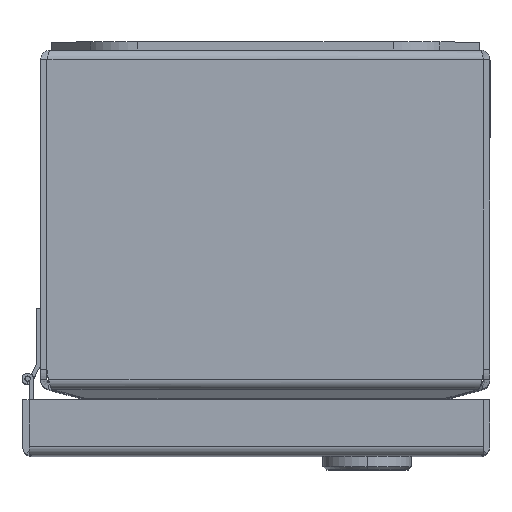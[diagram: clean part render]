
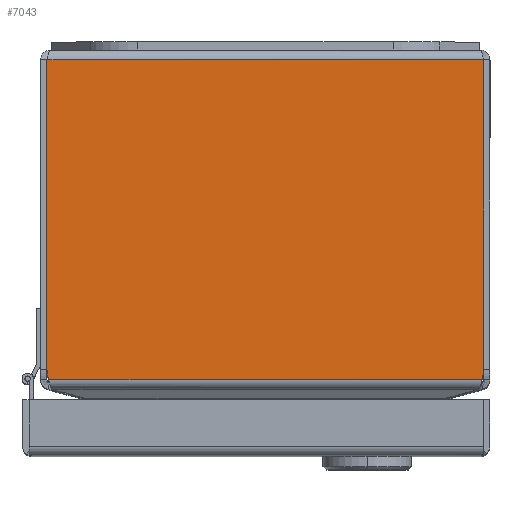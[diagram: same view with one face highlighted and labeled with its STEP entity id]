
A CAD part, top view. The second image highlights one B-rep face of the part: STEP entity #7043.
In plain terms, the highlighted planar face has unit normal (0, 0, 1).
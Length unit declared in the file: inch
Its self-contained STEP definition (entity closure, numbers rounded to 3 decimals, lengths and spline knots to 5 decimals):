
#907 = LINE ( 'NONE', #6728, #2471 ) ;
#978 = CARTESIAN_POINT ( 'NONE',  ( 1.66189, -2.83953, 2. ) ) ;
#1038 = EDGE_CURVE ( 'NONE', #4069, #13816, #4357, .T. ) ;
#1048 = DIRECTION ( 'NONE',  ( 0., 0., -1. ) ) ;
#1183 = ORIENTED_EDGE ( 'NONE', *, *, #15253, .F. ) ;
#1786 = CARTESIAN_POINT ( 'NONE',  ( -1.92653, -2.93401, 2. ) ) ;
#1879 = EDGE_CURVE ( 'NONE', #7592, #11719, #3688, .T. ) ;
#2198 = DIRECTION ( 'NONE',  ( 0., -1., 0. ) ) ;
#2205 = AXIS2_PLACEMENT_3D ( 'NONE', #9587, #2441, #14237 ) ;
#2441 = DIRECTION ( 'NONE',  ( 0., 0., -1. ) ) ;
#2471 = VECTOR ( 'NONE', #5643, 39.37008 ) ;
#2703 = DIRECTION ( 'NONE',  ( 0., 1., 0. ) ) ;
#2876 = VECTOR ( 'NONE', #12733, 39.37008 ) ;
#3537 = VERTEX_POINT ( 'NONE', #13947 ) ;
#3688 = CIRCLE ( 'NONE', #2205, 0.281 ) ;
#3875 = VERTEX_POINT ( 'NONE', #9061 ) ;
#4069 = VERTEX_POINT ( 'NONE', #6806 ) ;
#4123 = ORIENTED_EDGE ( 'NONE', *, *, #1879, .F. ) ;
#4357 = LINE ( 'NONE', #9173, #2876 ) ;
#5607 = LINE ( 'NONE', #8097, #5953 ) ;
#5620 = LINE ( 'NONE', #8187, #10743 ) ;
#5643 = DIRECTION ( 'NONE',  ( -1., 0., 0. ) ) ;
#5953 = VECTOR ( 'NONE', #12813, 39.37008 ) ;
#5988 = EDGE_LOOP ( 'NONE', ( #6680, #1183, #14708, #6932, #4123, #8960 ) ) ;
#6030 = CARTESIAN_POINT ( 'NONE',  ( -1.94289, -2.83953, 2. ) ) ;
#6581 = FACE_OUTER_BOUND ( 'NONE', #5988, .T. ) ;
#6680 = ORIENTED_EDGE ( 'NONE', *, *, #14882, .F. ) ;
#6728 = CARTESIAN_POINT ( 'NONE',  ( 13.527, -2.93401, 2. ) ) ;
#6771 = AXIS2_PLACEMENT_3D ( 'NONE', #978, #1048, #13001 ) ;
#6806 = CARTESIAN_POINT ( 'NONE',  ( -1.94289, -0.086, 2. ) ) ;
#6932 = ORIENTED_EDGE ( 'NONE', *, *, #9496, .T. ) ;
#7043 = ADVANCED_FACE ( 'NONE', ( #6581 ), #9840, .F. ) ;
#7592 = VERTEX_POINT ( 'NONE', #1786 ) ;
#7675 = DIRECTION ( 'NONE',  ( 0., 0., -1. ) ) ;
#8097 = CARTESIAN_POINT ( 'NONE',  ( -1.94289, -0.086, 2. ) ) ;
#8187 = CARTESIAN_POINT ( 'NONE',  ( 1.94289, -0.086, 2. ) ) ;
#8948 = EDGE_CURVE ( 'NONE', #3875, #7592, #907, .T. ) ;
#8960 = ORIENTED_EDGE ( 'NONE', *, *, #8948, .F. ) ;
#9061 = CARTESIAN_POINT ( 'NONE',  ( 1.92653, -2.93401, 2. ) ) ;
#9173 = CARTESIAN_POINT ( 'NONE',  ( 13.527, -0.086, 2. ) ) ;
#9496 = EDGE_CURVE ( 'NONE', #4069, #11719, #5607, .T. ) ;
#9587 = CARTESIAN_POINT ( 'NONE',  ( -1.66189, -2.83953, 2. ) ) ;
#9840 = PLANE ( 'NONE',  #14421 ) ;
#10743 = VECTOR ( 'NONE', #2198, 39.37008 ) ;
#10967 = CIRCLE ( 'NONE', #6771, 0.281 ) ;
#11719 = VERTEX_POINT ( 'NONE', #6030 ) ;
#12733 = DIRECTION ( 'NONE',  ( 1., 0., 0. ) ) ;
#12813 = DIRECTION ( 'NONE',  ( 0., -1., 0. ) ) ;
#13001 = DIRECTION ( 'NONE',  ( 0., 1., 0. ) ) ;
#13322 = CARTESIAN_POINT ( 'NONE',  ( 13.527, 0., 2. ) ) ;
#13424 = CARTESIAN_POINT ( 'NONE',  ( 1.94289, -0.086, 2. ) ) ;
#13816 = VERTEX_POINT ( 'NONE', #13424 ) ;
#13947 = CARTESIAN_POINT ( 'NONE',  ( 1.94289, -2.83953, 2. ) ) ;
#14237 = DIRECTION ( 'NONE',  ( 0., 1., 0. ) ) ;
#14421 = AXIS2_PLACEMENT_3D ( 'NONE', #13322, #7675, #2703 ) ;
#14708 = ORIENTED_EDGE ( 'NONE', *, *, #1038, .F. ) ;
#14882 = EDGE_CURVE ( 'NONE', #3537, #3875, #10967, .T. ) ;
#15253 = EDGE_CURVE ( 'NONE', #13816, #3537, #5620, .T. ) ;
